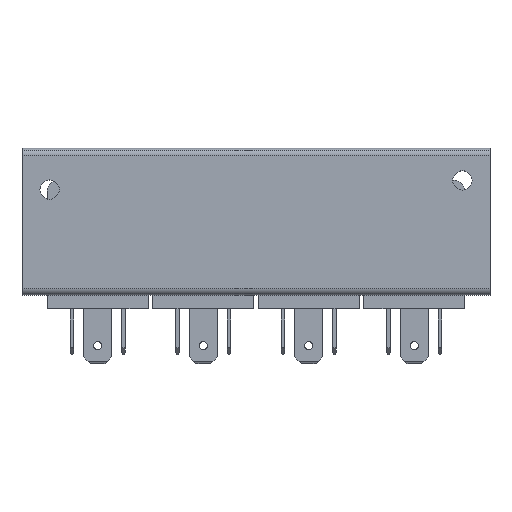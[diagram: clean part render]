
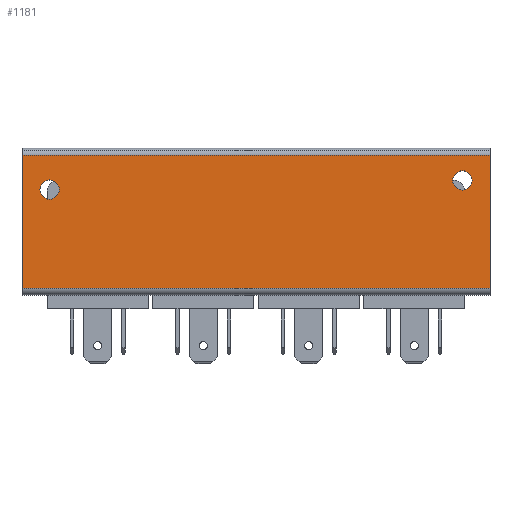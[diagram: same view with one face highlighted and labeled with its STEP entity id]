
A CAD part, top view. The second image highlights one B-rep face of the part: STEP entity #1181.
In plain terms, the highlighted face is planar.
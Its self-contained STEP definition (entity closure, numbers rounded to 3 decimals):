
#519=CARTESIAN_POINT('',(-85.0,-6.25,9.1));
#520=VERTEX_POINT('',#519);
#529=CARTESIAN_POINT('',(-85.0,-6.25,4.9));
#530=VERTEX_POINT('',#529);
#531=CARTESIAN_POINT('',(-85.0,-6.25,7.));
#532=DIRECTION('',(0.0,1.0,0.0));
#533=DIRECTION('',(0.0,0.0,1.0));
#534=AXIS2_PLACEMENT_3D('',#531,#532,#533);
#535=CIRCLE('',#534,2.1);
#536=EDGE_CURVE('',#530,#520,#535,.T.);
#603=CARTESIAN_POINT('',(5.0,-6.25,11.1));
#604=VERTEX_POINT('',#603);
#613=CARTESIAN_POINT('',(5.0,-6.25,6.9));
#614=VERTEX_POINT('',#613);
#615=CARTESIAN_POINT('',(5.0,-6.25,9.));
#616=DIRECTION('',(0.0,1.0,0.0));
#617=DIRECTION('',(0.0,0.0,1.0));
#618=AXIS2_PLACEMENT_3D('',#615,#616,#617);
#619=CIRCLE('',#618,2.1);
#620=EDGE_CURVE('',#614,#604,#619,.T.);
#1038=CARTESIAN_POINT('',(5.0,-6.25,9.));
#1039=DIRECTION('',(0.0,1.0,0.0));
#1040=DIRECTION('',(0.0,0.0,1.0));
#1041=AXIS2_PLACEMENT_3D('',#1038,#1039,#1040);
#1042=CIRCLE('',#1041,2.1);
#1043=EDGE_CURVE('',#604,#614,#1042,.T.);
#1100=CARTESIAN_POINT('',(-85.0,-6.25,7.));
#1101=DIRECTION('',(0.0,1.0,0.0));
#1102=DIRECTION('',(0.0,0.0,1.0));
#1103=AXIS2_PLACEMENT_3D('',#1100,#1101,#1102);
#1104=CIRCLE('',#1103,2.1);
#1105=EDGE_CURVE('',#520,#530,#1104,.T.);
#1116=CARTESIAN_POINT('',(11.0,-6.25,-14.5));
#1117=VERTEX_POINT('',#1116);
#1125=CARTESIAN_POINT('',(-91.0,-6.25,-14.5));
#1126=VERTEX_POINT('',#1125);
#1127=CARTESIAN_POINT('',(11.0,-6.25,-14.5));
#1128=DIRECTION('',(-1.0,0.0,0.0));
#1129=VECTOR('',#1128,102.0);
#1130=LINE('',#1127,#1129);
#1131=EDGE_CURVE('',#1117,#1126,#1130,.T.);
#1143=CARTESIAN_POINT('',(-40.,-6.25,0.));
#1144=DIRECTION('',(0.0,1.0,0.0));
#1145=DIRECTION('',(0.0,0.0,1.0));
#1146=AXIS2_PLACEMENT_3D('',#1143,#1144,#1145);
#1147=PLANE('',#1146);
#1148=ORIENTED_EDGE('',*,*,#1131,.F.);
#1149=CARTESIAN_POINT('',(11.0,-6.25,14.5));
#1150=VERTEX_POINT('',#1149);
#1151=CARTESIAN_POINT('',(11.0,-6.25,-14.5));
#1152=DIRECTION('',(0.0,0.0,1.0));
#1153=VECTOR('',#1152,29.);
#1154=LINE('',#1151,#1153);
#1155=EDGE_CURVE('',#1117,#1150,#1154,.T.);
#1156=ORIENTED_EDGE('',*,*,#1155,.T.);
#1157=CARTESIAN_POINT('',(-91.0,-6.25,14.5));
#1158=VERTEX_POINT('',#1157);
#1159=CARTESIAN_POINT('',(-91.0,-6.25,14.5));
#1160=DIRECTION('',(1.0,0.0,0.0));
#1161=VECTOR('',#1160,102.0);
#1162=LINE('',#1159,#1161);
#1163=EDGE_CURVE('',#1158,#1150,#1162,.T.);
#1164=ORIENTED_EDGE('',*,*,#1163,.F.);
#1165=CARTESIAN_POINT('',(-91.0,-6.25,14.5));
#1166=DIRECTION('',(0.0,0.0,-1.0));
#1167=VECTOR('',#1166,29.);
#1168=LINE('',#1165,#1167);
#1169=EDGE_CURVE('',#1158,#1126,#1168,.T.);
#1170=ORIENTED_EDGE('',*,*,#1169,.T.);
#1171=EDGE_LOOP('',(#1148,#1156,#1164,#1170));
#1172=FACE_OUTER_BOUND('',#1171,.T.);
#1173=ORIENTED_EDGE('',*,*,#620,.T.);
#1174=ORIENTED_EDGE('',*,*,#1043,.T.);
#1175=EDGE_LOOP('',(#1173,#1174));
#1176=FACE_BOUND('',#1175,.T.);
#1177=ORIENTED_EDGE('',*,*,#536,.T.);
#1178=ORIENTED_EDGE('',*,*,#1105,.T.);
#1179=EDGE_LOOP('',(#1177,#1178));
#1180=FACE_BOUND('',#1179,.T.);
#1181=ADVANCED_FACE('',(#1172,#1176,#1180),#1147,.F.);
